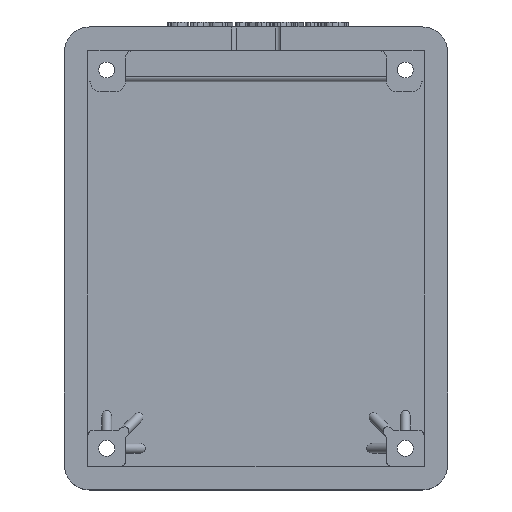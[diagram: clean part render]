
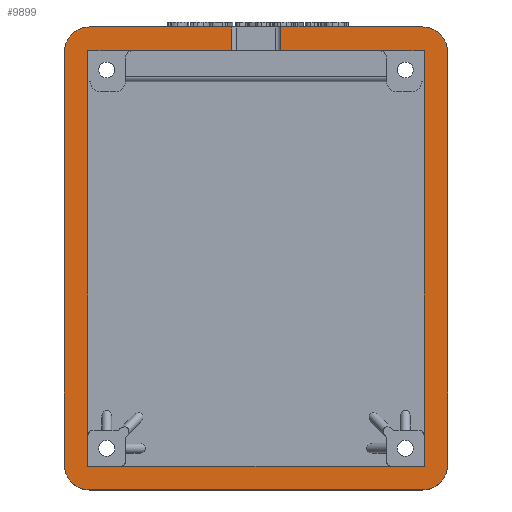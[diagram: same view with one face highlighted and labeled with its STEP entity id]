
A CAD part, top view. The second image highlights one B-rep face of the part: STEP entity #9899.
In plain terms, the highlighted planar face has unit normal (0, 0, 1).
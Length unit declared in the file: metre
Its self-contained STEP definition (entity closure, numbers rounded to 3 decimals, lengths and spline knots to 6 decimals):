
#528=PLANE('',#10700);
#756=LINE('',#14823,#1465);
#760=LINE('',#14833,#1469);
#783=LINE('',#14915,#1492);
#802=LINE('',#14984,#1511);
#822=LINE('',#15586,#1531);
#826=LINE('',#15595,#1535);
#835=LINE('',#15621,#1544);
#839=LINE('',#15633,#1548);
#843=LINE('',#15641,#1552);
#861=LINE('',#15718,#1570);
#867=LINE('',#15731,#1576);
#868=LINE('',#15732,#1577);
#1465=VECTOR('',#11806,1.);
#1469=VECTOR('',#11814,1.);
#1492=VECTOR('',#11877,1.);
#1511=VECTOR('',#11928,1.);
#1531=VECTOR('',#12128,1.);
#1535=VECTOR('',#12132,1.);
#1544=VECTOR('',#12155,1.);
#1548=VECTOR('',#12163,1.);
#1552=VECTOR('',#12171,1.);
#1570=VECTOR('',#12237,1.);
#1576=VECTOR('',#12255,1.);
#1577=VECTOR('',#12256,1.);
#2674=ORIENTED_EDGE('',*,*,#5437,.F.);
#2675=ORIENTED_EDGE('',*,*,#5751,.T.);
#2676=ORIENTED_EDGE('',*,*,#5676,.T.);
#2677=ORIENTED_EDGE('',*,*,#5752,.F.);
#2678=ORIENTED_EDGE('',*,*,#5694,.F.);
#2679=ORIENTED_EDGE('',*,*,#5391,.T.);
#2680=ORIENTED_EDGE('',*,*,#5705,.T.);
#2681=ORIENTED_EDGE('',*,*,#5396,.F.);
#2682=ORIENTED_EDGE('',*,*,#5700,.F.);
#2683=ORIENTED_EDGE('',*,*,#5753,.T.);
#2684=ORIENTED_EDGE('',*,*,#5680,.T.);
#2685=ORIENTED_EDGE('',*,*,#5754,.T.);
#2686=ORIENTED_EDGE('',*,*,#5471,.T.);
#2687=ORIENTED_EDGE('',*,*,#5755,.T.);
#2688=ORIENTED_EDGE('',*,*,#5745,.F.);
#2689=ORIENTED_EDGE('',*,*,#5756,.T.);
#5391=EDGE_CURVE('',#6940,#6939,#756,.T.);
#5396=EDGE_CURVE('',#6943,#6944,#760,.T.);
#5437=EDGE_CURVE('',#6982,#6983,#783,.T.);
#5471=EDGE_CURVE('',#7017,#7016,#802,.T.);
#5676=EDGE_CURVE('',#7221,#7222,#822,.T.);
#5680=EDGE_CURVE('',#7226,#7225,#826,.T.);
#5694=EDGE_CURVE('',#6940,#7236,#835,.T.);
#5700=EDGE_CURVE('',#7241,#6943,#839,.T.);
#5705=EDGE_CURVE('',#6939,#6944,#843,.T.);
#5745=EDGE_CURVE('',#7278,#7279,#861,.T.);
#5751=EDGE_CURVE('',#6982,#7221,#7955,.T.);
#5752=EDGE_CURVE('',#7236,#7222,#867,.T.);
#5753=EDGE_CURVE('',#7241,#7226,#868,.T.);
#5754=EDGE_CURVE('',#7225,#7017,#7956,.T.);
#5755=EDGE_CURVE('',#7016,#7279,#7957,.T.);
#5756=EDGE_CURVE('',#7278,#6983,#7958,.T.);
#6939=VERTEX_POINT('',#14822);
#6940=VERTEX_POINT('',#14824);
#6943=VERTEX_POINT('',#14832);
#6944=VERTEX_POINT('',#14834);
#6982=VERTEX_POINT('',#14914);
#6983=VERTEX_POINT('',#14916);
#7016=VERTEX_POINT('',#14983);
#7017=VERTEX_POINT('',#14985);
#7221=VERTEX_POINT('',#15587);
#7222=VERTEX_POINT('',#15588);
#7225=VERTEX_POINT('',#15594);
#7226=VERTEX_POINT('',#15596);
#7236=VERTEX_POINT('',#15622);
#7241=VERTEX_POINT('',#15632);
#7278=VERTEX_POINT('',#15717);
#7279=VERTEX_POINT('',#15719);
#7955=CIRCLE('',#10701,0.005);
#7956=CIRCLE('',#10702,0.005);
#7957=CIRCLE('',#10703,0.005);
#7958=CIRCLE('',#10704,0.005);
#8422=EDGE_LOOP('',(#2674,#2675,#2676,#2677,#2678,#2679,#2680,#2681,#2682,
#2683,#2684,#2685,#2686,#2687,#2688,#2689));
#9052=FACE_BOUND('',#8422,.T.);
#9899=ADVANCED_FACE('',(#9052),#528,.T.);
#10700=AXIS2_PLACEMENT_3D('',#15729,#12251,#12252);
#10701=AXIS2_PLACEMENT_3D('',#15730,#12253,#12254);
#10702=AXIS2_PLACEMENT_3D('',#15733,#12257,#12258);
#10703=AXIS2_PLACEMENT_3D('',#15734,#12259,#12260);
#10704=AXIS2_PLACEMENT_3D('',#15735,#12261,#12262);
#11806=DIRECTION('',(0.,-1.,0.));
#11814=DIRECTION('',(0.,-1.,0.));
#11877=DIRECTION('',(0.,-1.,0.));
#11928=DIRECTION('',(0.,-1.,0.));
#12128=DIRECTION('',(-1.,0.,0.));
#12132=DIRECTION('',(-1.,0.,0.));
#12155=DIRECTION('',(-1.,0.,0.));
#12163=DIRECTION('',(-1.,0.,0.));
#12171=DIRECTION('',(-1.,0.,0.));
#12237=DIRECTION('',(-1.,0.,0.));
#12251=DIRECTION('',(0.,0.,1.));
#12252=DIRECTION('',(1.,0.,0.));
#12253=DIRECTION('',(0.,0.,1.));
#12254=DIRECTION('',(1.,0.,0.));
#12255=DIRECTION('',(0.,1.,0.));
#12256=DIRECTION('',(0.,1.,0.));
#12257=DIRECTION('',(0.,0.,1.));
#12258=DIRECTION('',(1.,0.,0.));
#12259=DIRECTION('',(0.,0.,1.));
#12260=DIRECTION('',(1.,0.,0.));
#12261=DIRECTION('',(0.,0.,1.));
#12262=DIRECTION('',(1.,0.,0.));
#14822=CARTESIAN_POINT('',(0.03375,-0.04175,0.003));
#14823=CARTESIAN_POINT('',(0.03375,0.038006,0.003));
#14824=CARTESIAN_POINT('',(0.03375,0.04175,0.003));
#14832=CARTESIAN_POINT('',(-0.03375,0.04175,0.003));
#14833=CARTESIAN_POINT('',(-0.03375,-0.038006,0.003));
#14834=CARTESIAN_POINT('',(-0.03375,-0.04175,0.003));
#14914=CARTESIAN_POINT('',(0.0385,0.0415,0.003));
#14915=CARTESIAN_POINT('',(0.0385,0.,0.003));
#14916=CARTESIAN_POINT('',(0.0385,-0.0415,0.003));
#14983=CARTESIAN_POINT('',(-0.0385,-0.0415,0.003));
#14984=CARTESIAN_POINT('',(-0.0385,0.,0.003));
#14985=CARTESIAN_POINT('',(-0.0385,0.0415,0.003));
#15586=CARTESIAN_POINT('',(0.,0.0465,0.003));
#15587=CARTESIAN_POINT('',(0.0335,0.0465,0.003));
#15588=CARTESIAN_POINT('',(0.005,0.0465,0.003));
#15594=CARTESIAN_POINT('',(-0.0335,0.0465,0.003));
#15595=CARTESIAN_POINT('',(0.,0.0465,0.003));
#15596=CARTESIAN_POINT('',(-0.005,0.0465,0.003));
#15621=CARTESIAN_POINT('',(0.030006,0.04175,0.003));
#15622=CARTESIAN_POINT('',(0.005,0.04175,0.003));
#15632=CARTESIAN_POINT('',(-0.005,0.04175,0.003));
#15633=CARTESIAN_POINT('',(0.030006,0.04175,0.003));
#15641=CARTESIAN_POINT('',(0.030006,-0.04175,0.003));
#15717=CARTESIAN_POINT('',(0.0335,-0.0465,0.003));
#15718=CARTESIAN_POINT('',(0.,-0.0465,0.003));
#15719=CARTESIAN_POINT('',(-0.0335,-0.0465,0.003));
#15729=CARTESIAN_POINT('',(0.,0.,0.003));
#15730=CARTESIAN_POINT('',(0.0335,0.0415,0.003));
#15731=CARTESIAN_POINT('',(0.005,0.,0.003));
#15732=CARTESIAN_POINT('',(-0.005,0.,0.003));
#15733=CARTESIAN_POINT('',(-0.0335,0.0415,0.003));
#15734=CARTESIAN_POINT('',(-0.0335,-0.0415,0.003));
#15735=CARTESIAN_POINT('',(0.0335,-0.0415,0.003));
